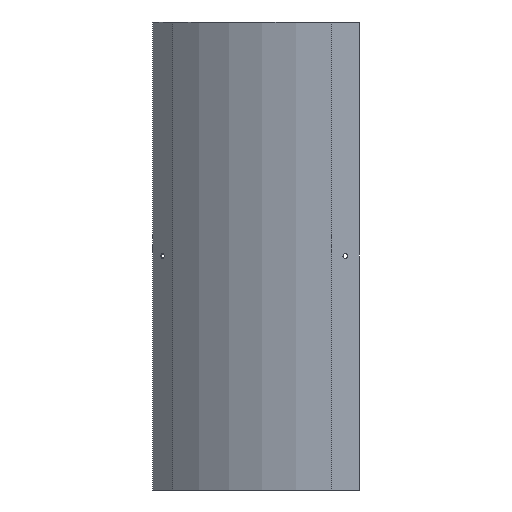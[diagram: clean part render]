
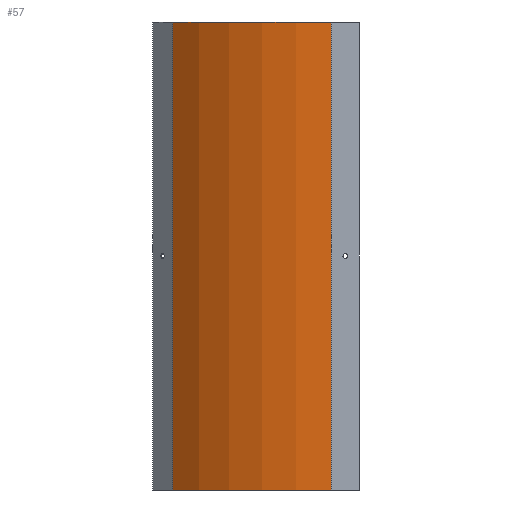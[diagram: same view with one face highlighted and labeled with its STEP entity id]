
A CAD part, left-side view. The second image highlights one B-rep face of the part: STEP entity #57.
In plain terms, the highlighted cylindrical face has radius 240.8 mm (diameter 481.6 mm), a partial arc.
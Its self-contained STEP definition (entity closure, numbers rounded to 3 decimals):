
#57 = ADVANCED_FACE ( 'NONE', ( #200 ), #196, .T. ) ;
#139 = VECTOR ( 'NONE', #659, 1000. ) ;
#142 = LINE ( 'NONE', #660, #139 ) ;
#160 = CIRCLE ( 'NONE', #544, 240.8 ) ;
#161 = VECTOR ( 'NONE', #694, 1000. ) ;
#165 = LINE ( 'NONE', #699, #161 ) ;
#180 = CIRCLE ( 'NONE', #546, 240.8 ) ;
#196 = CYLINDRICAL_SURFACE ( 'NONE', #519, 240.8 ) ;
#200 = FACE_OUTER_BOUND ( 'NONE', #229, .T. ) ;
#229 = EDGE_LOOP ( 'NONE', ( #366, #386, #302, #368 ) ) ;
#295 = VERTEX_POINT ( 'NONE', #449 ) ;
#298 = VERTEX_POINT ( 'NONE', #445 ) ;
#302 = ORIENTED_EDGE ( 'NONE', *, *, #585, .F. ) ;
#312 = VERTEX_POINT ( 'NONE', #429 ) ;
#315 = VERTEX_POINT ( 'NONE', #423 ) ;
#366 = ORIENTED_EDGE ( 'NONE', *, *, #574, .T. ) ;
#368 = ORIENTED_EDGE ( 'NONE', *, *, #583, .T. ) ;
#386 = ORIENTED_EDGE ( 'NONE', *, *, #596, .F. ) ;
#423 = CARTESIAN_POINT ( 'NONE',  ( -0.8, 30.048, -501.2 ) ) ;
#429 = CARTESIAN_POINT ( 'NONE',  ( -0.8, 30.048, 0.8 ) ) ;
#445 = CARTESIAN_POINT ( 'NONE',  ( 69.729, 200.319, 0.8 ) ) ;
#449 = CARTESIAN_POINT ( 'NONE',  ( 69.729, 200.319, -501.2 ) ) ;
#494 = CARTESIAN_POINT ( 'NONE',  ( 240., 30.048, -501.2 ) ) ;
#495 = DIRECTION ( 'NONE',  ( 0., 0., 1. ) ) ;
#508 = DIRECTION ( 'NONE',  ( 1., 0., 0. ) ) ;
#519 = AXIS2_PLACEMENT_3D ( 'NONE', #494, #495, #508 ) ;
#544 = AXIS2_PLACEMENT_3D ( 'NONE', #690, #688, #687 ) ;
#546 = AXIS2_PLACEMENT_3D ( 'NONE', #662, #658, #654 ) ;
#574 = EDGE_CURVE ( 'NONE', #312, #298, #180, .T. ) ;
#583 = EDGE_CURVE ( 'NONE', #315, #312, #165, .T. ) ;
#585 = EDGE_CURVE ( 'NONE', #315, #295, #160, .T. ) ;
#596 = EDGE_CURVE ( 'NONE', #295, #298, #142, .T. ) ;
#654 = DIRECTION ( 'NONE',  ( 1., 0., 0. ) ) ;
#658 = DIRECTION ( 'NONE',  ( 0., 0., -1. ) ) ;
#659 = DIRECTION ( 'NONE',  ( 0., 0., 1. ) ) ;
#660 = CARTESIAN_POINT ( 'NONE',  ( 69.729, 200.319, -501.2 ) ) ;
#662 = CARTESIAN_POINT ( 'NONE',  ( 240., 30.048, 0.8 ) ) ;
#687 = DIRECTION ( 'NONE',  ( 1., 0., 0. ) ) ;
#688 = DIRECTION ( 'NONE',  ( 0., 0., -1. ) ) ;
#690 = CARTESIAN_POINT ( 'NONE',  ( 240., 30.048, -501.2 ) ) ;
#694 = DIRECTION ( 'NONE',  ( 0., 0., 1. ) ) ;
#699 = CARTESIAN_POINT ( 'NONE',  ( -0.8, 30.048, -501.2 ) ) ;
